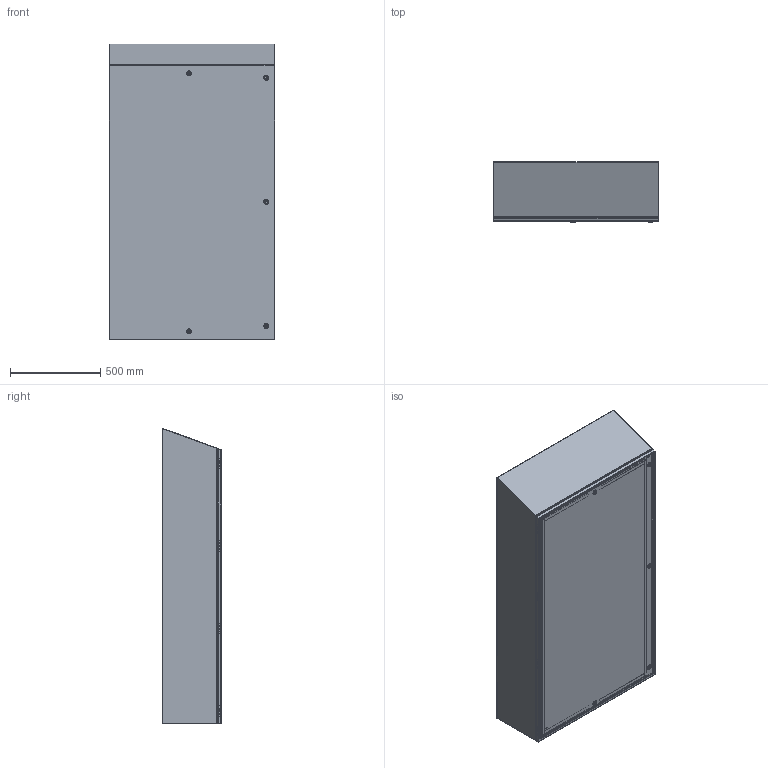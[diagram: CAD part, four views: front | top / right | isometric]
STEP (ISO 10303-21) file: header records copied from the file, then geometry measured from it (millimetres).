
FILE_DESCRIPTION (( 'STEP AP214' ), '1' );
FILE_NAME ('ST603612SS.STEP', '2020-11-04T22:19:12', ( '' ), ( '' ), 'SwSTEP 2.0', 'SolidWorks 2019', '' );
FILE_SCHEMA (( 'AUTOMOTIVE_DESIGN' ));
Length unit declared in the file: inch
Products named in the file (1): ST603612SS
Bounding box: 914.4 x 330.12 x 1634.08 mm (x, y, z)
Volume: 9197151.1 mm3; surface area: 10276326.9 mm2
Topology: 67 solids, 68 shells, 1483 faces, 3496 edges, 2224 vertices
Faces by surface type: plane 914, cylinder 400, bspline 118, torus 26, cone 25
Full cylindrical faces by diameter (mm): 4.369 x4, 4.976 x1, 5 x5, 5.74 x4, 6 x5, 6.096 x4, 6.198 x1, 6.35 x2, 6.985 x9, 7.417 x4, 7.938 x10, 9.83 x10, 10.109 x12, 11.557 x8, 12.7 x14, 13.335 x5, 15.875 x14, 16.002 x5, 19.5 x5, 19.939 x5, 27.94 x5
Entity records: 65987 total; most frequent: CARTESIAN_POINT 13234, DIRECTION 6530, ORIENTED_EDGE 6452, EDGE_CURVE 3226, VERTEX_POINT 2191, AXIS2_PLACEMENT_3D 2177, LINE 2176, VECTOR 2176
